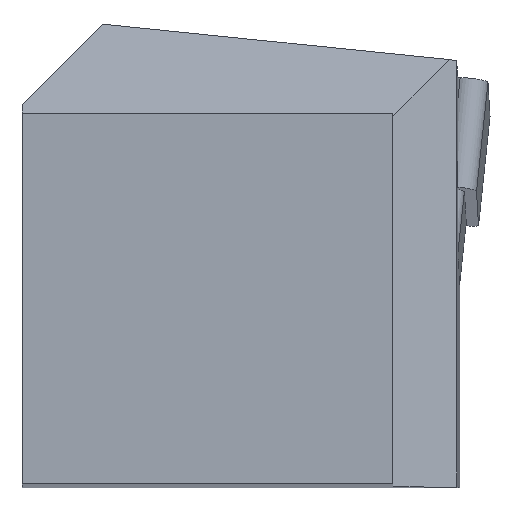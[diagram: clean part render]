
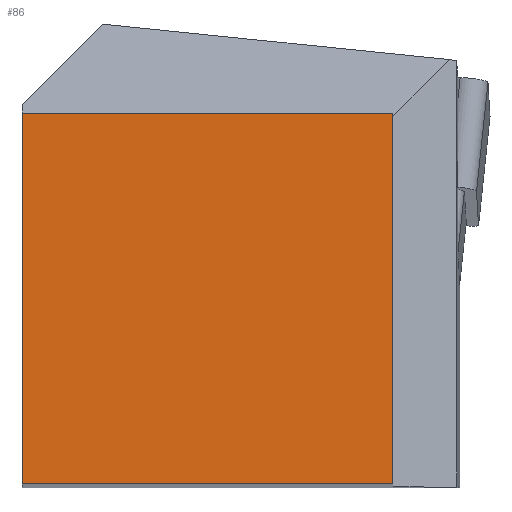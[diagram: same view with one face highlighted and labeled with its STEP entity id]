
A CAD part, top view. The second image highlights one B-rep face of the part: STEP entity #86.
In plain terms, the highlighted planar face has unit normal (0, 0, 1).
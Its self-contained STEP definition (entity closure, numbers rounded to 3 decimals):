
#86=ADVANCED_FACE('',(#146),#118,.T.);
#118=PLANE('',#700);
#146=FACE_OUTER_BOUND('',#177,.T.);
#177=EDGE_LOOP('',(#454,#455,#456,#457));
#213=LINE('',#917,#279);
#251=LINE('',#1014,#317);
#257=LINE('',#1025,#323);
#258=LINE('',#1027,#324);
#279=VECTOR('',#735,1.);
#317=VECTOR('',#823,1.);
#323=VECTOR('',#835,1.);
#324=VECTOR('',#838,1.);
#454=ORIENTED_EDGE('',*,*,#579,.T.);
#455=ORIENTED_EDGE('',*,*,#635,.T.);
#456=ORIENTED_EDGE('',*,*,#628,.T.);
#457=ORIENTED_EDGE('',*,*,#634,.T.);
#521=VERTEX_POINT('',#916);
#522=VERTEX_POINT('',#918);
#555=VERTEX_POINT('',#1013);
#556=VERTEX_POINT('',#1015);
#579=EDGE_CURVE('',#522,#521,#213,.T.);
#628=EDGE_CURVE('',#556,#555,#251,.T.);
#634=EDGE_CURVE('',#555,#522,#257,.T.);
#635=EDGE_CURVE('',#521,#556,#258,.T.);
#700=AXIS2_PLACEMENT_3D('',#1029,#841,#842);
#735=DIRECTION('',(0.,1.,0.));
#823=DIRECTION('',(0.,-1.,0.));
#835=DIRECTION('',(1.,0.,0.));
#838=DIRECTION('',(-1.,0.,0.));
#841=DIRECTION('',(0.,0.,1.));
#842=DIRECTION('',(0.,-1.,0.));
#916=CARTESIAN_POINT('',(16.,16.,0.));
#917=CARTESIAN_POINT('',(16.,0.,0.));
#918=CARTESIAN_POINT('',(16.,0.,0.));
#1013=CARTESIAN_POINT('',(0.,0.,0.));
#1014=CARTESIAN_POINT('',(0.,16.,0.));
#1015=CARTESIAN_POINT('',(0.,16.,0.));
#1025=CARTESIAN_POINT('',(0.,0.,0.));
#1027=CARTESIAN_POINT('',(16.,16.,0.));
#1029=CARTESIAN_POINT('',(8.,8.,0.));
